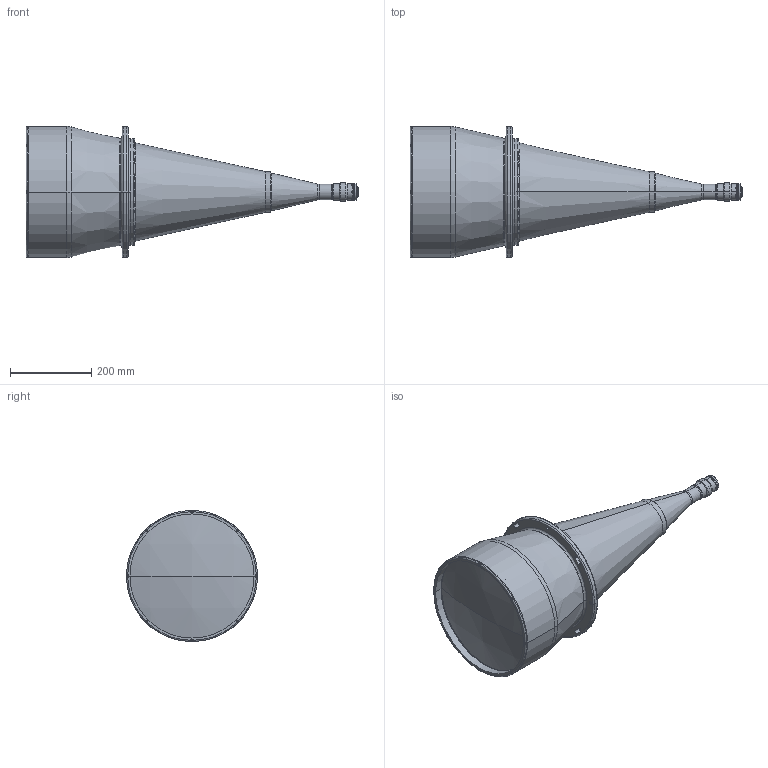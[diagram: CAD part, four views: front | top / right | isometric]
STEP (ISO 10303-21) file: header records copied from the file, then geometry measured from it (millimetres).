
FILE_DESCRIPTION (( 'STEP AP203' ), '1' );
FILE_NAME ('DP71417_TC2MHR240-C.step', '2021-10-04T09:52:14', ( '' ), ( '' ), 'SwSTEP 2.0', 'SolidWorks 2021', '' );
FILE_SCHEMA (( 'CONFIG_CONTROL_DESIGN' ));
Length unit declared in the file: millimetre
Products named in the file (1): DP71417_TC2MHR240-C
Bounding box: 815.71 x 322 x 322 mm (x, y, z)
Surface area: 718014.5 mm2 (no closed solid volume)
Topology: 0 solids, 34 shells, 310 faces, 996 edges, 703 vertices
Faces by surface type: cylinder 110, plane 103, torus 59, cone 30, bspline 6, sphere 2
Entity records: 12398 total; most frequent: CARTESIAN_POINT 3370, DIRECTION 2041, ORIENTED_EDGE 1581, EDGE_CURVE 988, AXIS2_PLACEMENT_3D 832, VERTEX_POINT 703, CIRCLE 527, EDGE_LOOP 395
